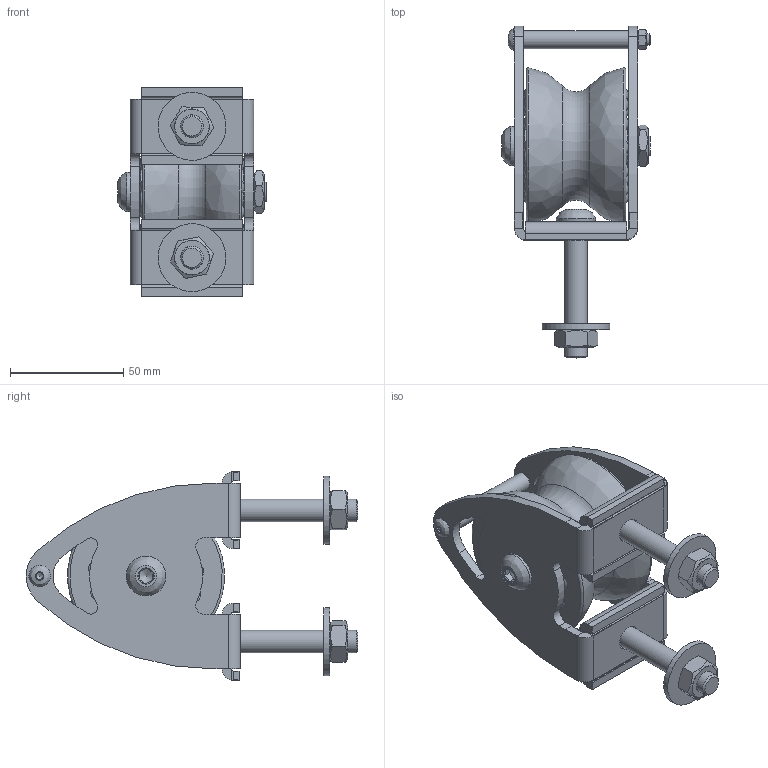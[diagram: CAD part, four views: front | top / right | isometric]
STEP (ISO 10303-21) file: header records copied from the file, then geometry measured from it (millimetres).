
FILE_DESCRIPTION(/* description */ (''),/* implementation_level */ '2;1');
FILE_NAME(/* name */ '818.071.stp',/* time_stamp */ '2023-11-20T14:29:13+01:00',/* author */ ('lucade'),/* organization */ (''),/* preprocessor_version */ 'ST-DEVELOPER v19.2',/* originating_system */ 'Autodesk Inventor 2023',/* authorisation */ '');
FILE_SCHEMA (('AUTOMOTIVE_DESIGN { 1 0 10303 214 3 1 1 }'));
Length unit declared in the file: millimetre
Products named in the file (1): 818.071
Bounding box: 65.5 x 146.61 x 92 mm (x, y, z)
Volume: 210759.9 mm3; surface area: 61215 mm2
Topology: 1 solids, 5 shells, 359 faces, 939 edges, 619 vertices
Faces by surface type: plane 176, cylinder 76, torus 39, cone 36, sphere 26, bspline 6
Full cylindrical faces by diameter (mm): 5 x3, 5.2 x1, 8 x1, 10 x7, 10.1 x2, 10.2 x2, 11 x4, 13 x2, 13.2 x2, 20 x2, 25 x2, 30 x2
Entity records: 11167 total; most frequent: CARTESIAN_POINT 2196, DIRECTION 1972, ORIENTED_EDGE 1818, EDGE_CURVE 909, AXIS2_PLACEMENT_3D 785, VERTEX_POINT 619, EDGE_LOOP 436, CIRCLE 431
